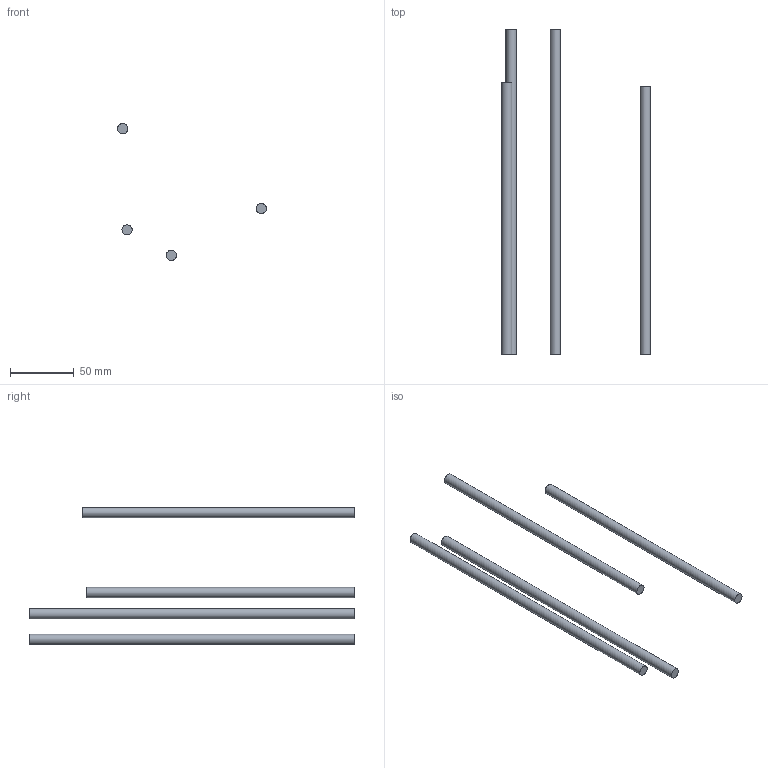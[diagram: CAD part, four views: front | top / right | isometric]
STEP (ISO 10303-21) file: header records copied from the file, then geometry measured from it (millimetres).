
FILE_DESCRIPTION(/* description */ (''),/* implementation_level */ '2;1');
FILE_NAME(/* name */ 'Vertical Risers v1.step',/* time_stamp */ '2022-04-06T19:48:54-04:00',/* author */ (''),/* organization */ (''),/* preprocessor_version */ 'ST-DEVELOPER v18.1',/* originating_system */ 'Autodesk Translation Framework v10.14.0.1471',/* authorisation */ '');
FILE_SCHEMA (('AUTOMOTIVE_DESIGN { 1 0 10303 214 3 1 1 }'));
Length unit declared in the file: inch
Products named in the file (5): Vertical Risers; Component2; Component3; Component4; Component5
Assembly tree (4 placements, depth 2):
  Vertical Risers
    Component2
    Component3
    Component4
    Component5
Bounding box: 116.25 x 254 x 107.11 mm (x, y, z)
Volume: 46760.7 mm3; surface area: 23782.5 mm2
Topology: 4 solids, 4 shells, 12 faces, 12 edges, 8 vertices
Faces by surface type: plane 8, cylinder 4
Full cylindrical faces by diameter (mm): 8 x4
Entity records: 382 total; most frequent: DIRECTION 62, CARTESIAN_POINT 41, AXIS2_PLACEMENT_3D 29, ORIENTED_EDGE 24, FACE_OUTER_BOUND 12, EDGE_LOOP 12, EDGE_CURVE 12, ADVANCED_FACE 12
